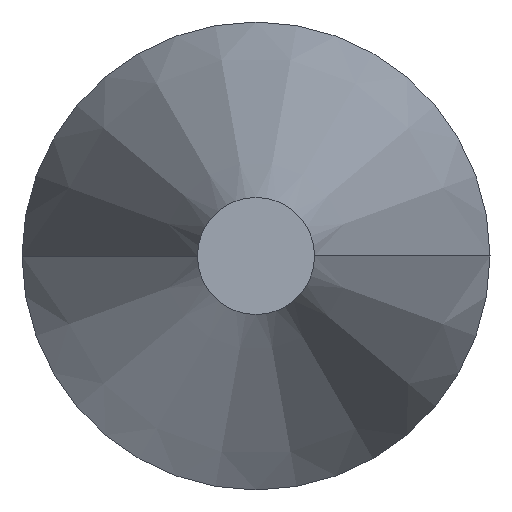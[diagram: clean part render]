
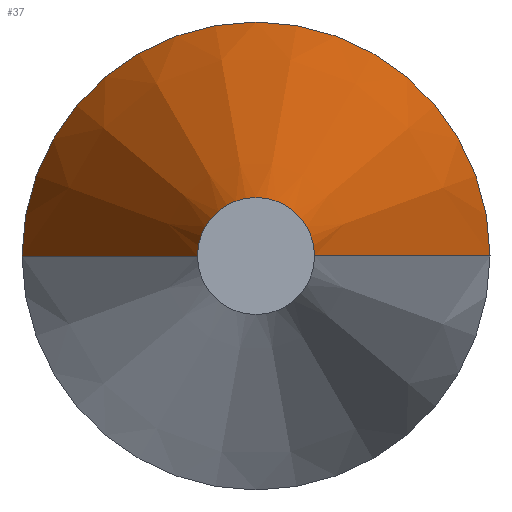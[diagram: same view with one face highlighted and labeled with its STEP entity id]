
A CAD part, front view. The second image highlights one B-rep face of the part: STEP entity #37.
In plain terms, the highlighted conical face has half-angle 15 degrees and reference radius 0.794 mm.
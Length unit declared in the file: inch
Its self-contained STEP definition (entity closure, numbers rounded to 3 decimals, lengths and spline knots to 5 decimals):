
#1 = CARTESIAN_POINT ( 'NONE',  ( -0.125, 0.66238, 0. ) ) ;
#9 = DIRECTION ( 'NONE',  ( 0., 1., 0. ) ) ;
#20 = CARTESIAN_POINT ( 'NONE',  ( -0.03125, 0.3125, 0. ) ) ;
#27 = ORIENTED_EDGE ( 'NONE', *, *, #298, .T. ) ;
#31 = CARTESIAN_POINT ( 'NONE',  ( 0.125, 0.66238, 0. ) ) ;
#37 = ADVANCED_FACE ( 'NONE', ( #129 ), #285, .T. ) ;
#48 = EDGE_LOOP ( 'NONE', ( #27, #277, #128, #71 ) ) ;
#49 = DIRECTION ( 'NONE',  ( -0.259, 0.966, 0. ) ) ;
#71 = ORIENTED_EDGE ( 'NONE', *, *, #315, .F. ) ;
#75 = CARTESIAN_POINT ( 'NONE',  ( 0., 0.3125, 0. ) ) ;
#88 = CIRCLE ( 'NONE', #253, 0.125 ) ;
#101 = CIRCLE ( 'NONE', #145, 0.03125 ) ;
#113 = DIRECTION ( 'NONE',  ( -1., 0., 0. ) ) ;
#126 = EDGE_CURVE ( 'NONE', #221, #131, #283, .T. ) ;
#128 = ORIENTED_EDGE ( 'NONE', *, *, #158, .F. ) ;
#129 = FACE_OUTER_BOUND ( 'NONE', #48, .T. ) ;
#131 = VERTEX_POINT ( 'NONE', #31 ) ;
#145 = AXIS2_PLACEMENT_3D ( 'NONE', #334, #306, #329 ) ;
#158 = EDGE_CURVE ( 'NONE', #335, #131, #88, .T. ) ;
#170 = AXIS2_PLACEMENT_3D ( 'NONE', #75, #189, #248 ) ;
#189 = DIRECTION ( 'NONE',  ( 0., 1., 0. ) ) ;
#206 = CARTESIAN_POINT ( 'NONE',  ( 0.03125, 0.3125, 0. ) ) ;
#214 = VECTOR ( 'NONE', #49, 39.37008 ) ;
#221 = VERTEX_POINT ( 'NONE', #206 ) ;
#228 = CARTESIAN_POINT ( 'NONE',  ( 0.03125, 0.3125, 0. ) ) ;
#248 = DIRECTION ( 'NONE',  ( -1., 0., 0. ) ) ;
#253 = AXIS2_PLACEMENT_3D ( 'NONE', #257, #9, #113 ) ;
#257 = CARTESIAN_POINT ( 'NONE',  ( 0., 0.66238, 0. ) ) ;
#277 = ORIENTED_EDGE ( 'NONE', *, *, #126, .T. ) ;
#283 = LINE ( 'NONE', #228, #291 ) ;
#285 = CONICAL_SURFACE ( 'NONE', #170, 0.03125, 0.262 ) ;
#288 = DIRECTION ( 'NONE',  ( 0.259, 0.966, 0. ) ) ;
#291 = VECTOR ( 'NONE', #288, 39.37008 ) ;
#298 = EDGE_CURVE ( 'NONE', #355, #221, #101, .T. ) ;
#299 = LINE ( 'NONE', #20, #214 ) ;
#305 = CARTESIAN_POINT ( 'NONE',  ( -0.03125, 0.3125, 0. ) ) ;
#306 = DIRECTION ( 'NONE',  ( 0., 1., 0. ) ) ;
#315 = EDGE_CURVE ( 'NONE', #355, #335, #299, .T. ) ;
#329 = DIRECTION ( 'NONE',  ( -1., 0., 0. ) ) ;
#334 = CARTESIAN_POINT ( 'NONE',  ( 0., 0.3125, 0. ) ) ;
#335 = VERTEX_POINT ( 'NONE', #1 ) ;
#355 = VERTEX_POINT ( 'NONE', #305 ) ;
